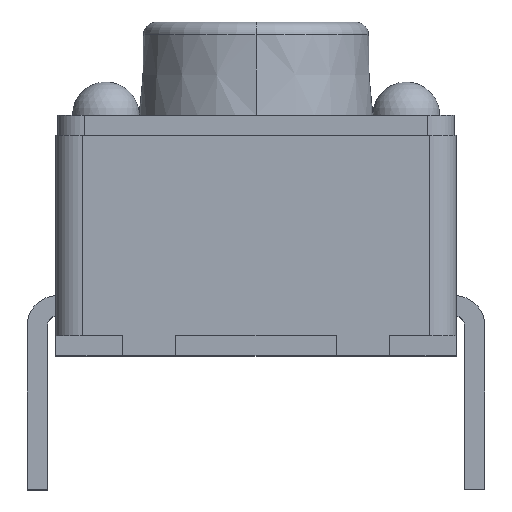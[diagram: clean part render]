
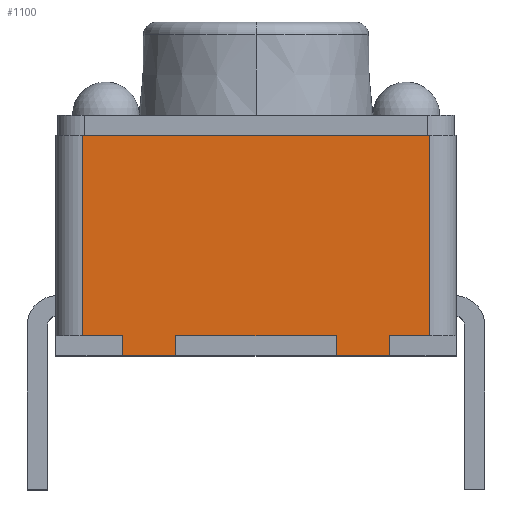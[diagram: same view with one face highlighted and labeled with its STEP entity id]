
A CAD part, top view. The second image highlights one B-rep face of the part: STEP entity #1100.
In plain terms, the highlighted planar face has unit normal (0, 0, 1).
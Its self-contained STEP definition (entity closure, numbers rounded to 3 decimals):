
#1100 = ADVANCED_FACE ( 'NONE', ( #2684 ), #2682, .F. ) ;
#1101 = EDGE_LOOP ( 'NONE', ( #1102, #1106, #1109, #1112, #1115, #1200, #1149, #1223, #1226, #1260, #1263, #1266 ) ) ;
#1102 = ORIENTED_EDGE ( 'NONE', *, *, #1103, .T. ) ;
#1103 = EDGE_CURVE ( 'NONE', #1104, #1105, #2683, .T. ) ;
#1104 = VERTEX_POINT ( 'NONE', #2674 ) ;
#1105 = VERTEX_POINT ( 'NONE', #2673 ) ;
#1106 = ORIENTED_EDGE ( 'NONE', *, *, #1107, .T. ) ;
#1107 = EDGE_CURVE ( 'NONE', #1105, #1108, #2672, .T. ) ;
#1108 = VERTEX_POINT ( 'NONE', #2668 ) ;
#1109 = ORIENTED_EDGE ( 'NONE', *, *, #1110, .F. ) ;
#1110 = EDGE_CURVE ( 'NONE', #1111, #1108, #2667, .T. ) ;
#1111 = VERTEX_POINT ( 'NONE', #2726 ) ;
#1112 = ORIENTED_EDGE ( 'NONE', *, *, #1113, .F. ) ;
#1113 = EDGE_CURVE ( 'NONE', #1114, #1111, #2725, .T. ) ;
#1114 = VERTEX_POINT ( 'NONE', #2721 ) ;
#1115 = ORIENTED_EDGE ( 'NONE', *, *, #1203, .T. ) ;
#1149 = ORIENTED_EDGE ( 'NONE', *, *, #1150, .T. ) ;
#1150 = EDGE_CURVE ( 'NONE', #1202, #1169, #2769, .T. ) ;
#1169 = VERTEX_POINT ( 'NONE', #2797 ) ;
#1170 = VERTEX_POINT ( 'NONE', #2796 ) ;
#1200 = ORIENTED_EDGE ( 'NONE', *, *, #1201, .F. ) ;
#1201 = EDGE_CURVE ( 'NONE', #1202, #1170, #2867, .T. ) ;
#1202 = VERTEX_POINT ( 'NONE', #2863 ) ;
#1203 = EDGE_CURVE ( 'NONE', #1114, #1170, #2862, .T. ) ;
#1223 = ORIENTED_EDGE ( 'NONE', *, *, #1224, .F. ) ;
#1224 = EDGE_CURVE ( 'NONE', #1225, #1169, #2885, .T. ) ;
#1225 = VERTEX_POINT ( 'NONE', #2943 ) ;
#1226 = ORIENTED_EDGE ( 'NONE', *, *, #1259, .T. ) ;
#1227 = VERTEX_POINT ( 'NONE', #2942 ) ;
#1259 = EDGE_CURVE ( 'NONE', #1225, #1227, #2952, .T. ) ;
#1260 = ORIENTED_EDGE ( 'NONE', *, *, #1261, .T. ) ;
#1261 = EDGE_CURVE ( 'NONE', #1227, #1262, #2948, .T. ) ;
#1262 = VERTEX_POINT ( 'NONE', #3007 ) ;
#1263 = ORIENTED_EDGE ( 'NONE', *, *, #1264, .F. ) ;
#1264 = EDGE_CURVE ( 'NONE', #1265, #1262, #3006, .T. ) ;
#1265 = VERTEX_POINT ( 'NONE', #3002 ) ;
#1266 = ORIENTED_EDGE ( 'NONE', *, *, #1267, .F. ) ;
#1267 = EDGE_CURVE ( 'NONE', #1104, #1265, #3001, .T. ) ;
#2664 = DIRECTION ( 'NONE',  ( 0., -1., 0. ) ) ;
#2665 = VECTOR ( 'NONE', #2664, 1000. ) ;
#2666 = CARTESIAN_POINT ( 'NONE',  ( 2., 0.3, 3. ) ) ;
#2667 = LINE ( 'NONE', #2666, #2665 ) ;
#2668 = CARTESIAN_POINT ( 'NONE',  ( 2., 0., 3. ) ) ;
#2669 = DIRECTION ( 'NONE',  ( 1., 0., 0. ) ) ;
#2670 = VECTOR ( 'NONE', #2669, 1000. ) ;
#2671 = CARTESIAN_POINT ( 'NONE',  ( -3., 0., 3. ) ) ;
#2672 = LINE ( 'NONE', #2671, #2670 ) ;
#2673 = CARTESIAN_POINT ( 'NONE',  ( 1.2, 0., 3. ) ) ;
#2674 = CARTESIAN_POINT ( 'NONE',  ( 1.2, 0.3, 3. ) ) ;
#2675 = DIRECTION ( 'NONE',  ( 0., -1., 0. ) ) ;
#2676 = VECTOR ( 'NONE', #2675, 1000. ) ;
#2677 = CARTESIAN_POINT ( 'NONE',  ( 1.2, 0.3, 3. ) ) ;
#2678 = DIRECTION ( 'NONE',  ( -1., 0., 0. ) ) ;
#2679 = DIRECTION ( 'NONE',  ( 0., 0., -1. ) ) ;
#2680 = CARTESIAN_POINT ( 'NONE',  ( -3., 3.3, 3. ) ) ;
#2681 = AXIS2_PLACEMENT_3D ( 'NONE', #2680, #2679, #2678 ) ;
#2682 = PLANE ( 'NONE',  #2681 ) ;
#2683 = LINE ( 'NONE', #2677, #2676 ) ;
#2684 = FACE_OUTER_BOUND ( 'NONE', #1101, .T. ) ;
#2721 = CARTESIAN_POINT ( 'NONE',  ( 2.6, 0.3, 3. ) ) ;
#2722 = DIRECTION ( 'NONE',  ( -1., 0., 0. ) ) ;
#2723 = VECTOR ( 'NONE', #2722, 1000. ) ;
#2724 = CARTESIAN_POINT ( 'NONE',  ( -3., 0.3, 3. ) ) ;
#2725 = LINE ( 'NONE', #2724, #2723 ) ;
#2726 = CARTESIAN_POINT ( 'NONE',  ( 2., 0.3, 3. ) ) ;
#2766 = DIRECTION ( 'NONE',  ( 0., -1., 0. ) ) ;
#2767 = VECTOR ( 'NONE', #2766, 1000. ) ;
#2768 = CARTESIAN_POINT ( 'NONE',  ( -2.6, 3.3, 3. ) ) ;
#2769 = LINE ( 'NONE', #2768, #2767 ) ;
#2796 = CARTESIAN_POINT ( 'NONE',  ( 2.6, 3.3, 3. ) ) ;
#2797 = CARTESIAN_POINT ( 'NONE',  ( -2.6, 0.3, 3. ) ) ;
#2859 = DIRECTION ( 'NONE',  ( 0., 1., 0. ) ) ;
#2860 = VECTOR ( 'NONE', #2859, 1000. ) ;
#2861 = CARTESIAN_POINT ( 'NONE',  ( 2.6, 3.3, 3. ) ) ;
#2862 = LINE ( 'NONE', #2861, #2860 ) ;
#2863 = CARTESIAN_POINT ( 'NONE',  ( -2.6, 3.3, 3. ) ) ;
#2864 = DIRECTION ( 'NONE',  ( 1., 0., 0. ) ) ;
#2865 = VECTOR ( 'NONE', #2864, 1000. ) ;
#2866 = CARTESIAN_POINT ( 'NONE',  ( -3., 3.3, 3. ) ) ;
#2867 = LINE ( 'NONE', #2866, #2865 ) ;
#2883 = DIRECTION ( 'NONE',  ( -1., 0., 0. ) ) ;
#2884 = CARTESIAN_POINT ( 'NONE',  ( -3., 0.3, 3. ) ) ;
#2885 = LINE ( 'NONE', #2884, #2944 ) ;
#2942 = CARTESIAN_POINT ( 'NONE',  ( -2., 0., 3. ) ) ;
#2943 = CARTESIAN_POINT ( 'NONE',  ( -2., 0.3, 3. ) ) ;
#2944 = VECTOR ( 'NONE', #2883, 1000. ) ;
#2945 = DIRECTION ( 'NONE',  ( 1., 0., 0. ) ) ;
#2946 = VECTOR ( 'NONE', #2945, 1000. ) ;
#2947 = CARTESIAN_POINT ( 'NONE',  ( -3., 0., 3. ) ) ;
#2948 = LINE ( 'NONE', #2947, #2946 ) ;
#2949 = DIRECTION ( 'NONE',  ( 0., -1., 0. ) ) ;
#2950 = VECTOR ( 'NONE', #2949, 1000. ) ;
#2951 = CARTESIAN_POINT ( 'NONE',  ( -2., 0.3, 3. ) ) ;
#2952 = LINE ( 'NONE', #2951, #2950 ) ;
#2998 = DIRECTION ( 'NONE',  ( -1., 0., 0. ) ) ;
#2999 = VECTOR ( 'NONE', #2998, 1000. ) ;
#3000 = CARTESIAN_POINT ( 'NONE',  ( -3., 0.3, 3. ) ) ;
#3001 = LINE ( 'NONE', #3000, #2999 ) ;
#3002 = CARTESIAN_POINT ( 'NONE',  ( -1.2, 0.3, 3. ) ) ;
#3003 = DIRECTION ( 'NONE',  ( 0., -1., 0. ) ) ;
#3004 = VECTOR ( 'NONE', #3003, 1000. ) ;
#3005 = CARTESIAN_POINT ( 'NONE',  ( -1.2, 0.3, 3. ) ) ;
#3006 = LINE ( 'NONE', #3005, #3004 ) ;
#3007 = CARTESIAN_POINT ( 'NONE',  ( -1.2, 0., 3. ) ) ;
